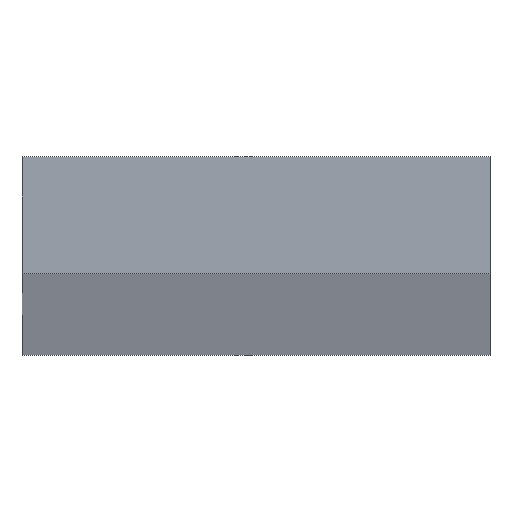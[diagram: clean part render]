
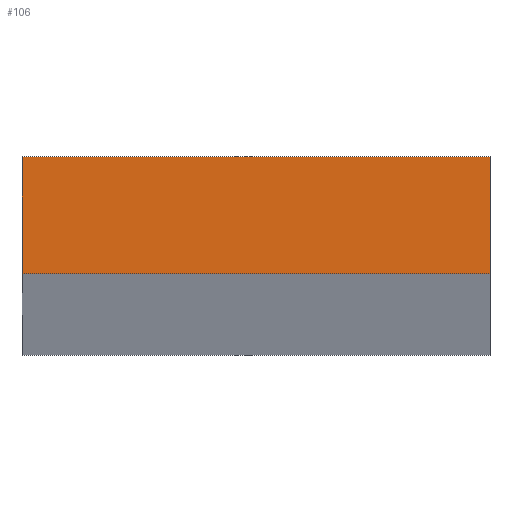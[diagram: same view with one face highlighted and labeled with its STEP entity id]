
A CAD part, top view. The second image highlights one B-rep face of the part: STEP entity #106.
In plain terms, the highlighted planar face has unit normal (0, 0, 1).
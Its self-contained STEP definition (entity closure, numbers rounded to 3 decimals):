
#8 = VECTOR ( 'NONE', #205, 1000. ) ;
#10 = VECTOR ( 'NONE', #218, 1000. ) ;
#27 = AXIS2_PLACEMENT_3D ( 'NONE', #206, #201, #198 ) ;
#28 = FACE_OUTER_BOUND ( 'NONE', #149, .T. ) ;
#42 = VECTOR ( 'NONE', #209, 1000. ) ;
#47 = VECTOR ( 'NONE', #184, 1000. ) ;
#94 = EDGE_CURVE ( 'NONE', #155, #154, #182, .T. ) ;
#102 = EDGE_CURVE ( 'NONE', #158, #156, #193, .T. ) ;
#106 = ADVANCED_FACE ( 'NONE', ( #28 ), #194, .T. ) ;
#112 = EDGE_CURVE ( 'NONE', #156, #155, #196, .T. ) ;
#121 = EDGE_CURVE ( 'NONE', #154, #158, #216, .T. ) ;
#127 = ORIENTED_EDGE ( 'NONE', *, *, #121, .T. ) ;
#128 = ORIENTED_EDGE ( 'NONE', *, *, #94, .T. ) ;
#129 = ORIENTED_EDGE ( 'NONE', *, *, #112, .T. ) ;
#131 = ORIENTED_EDGE ( 'NONE', *, *, #102, .T. ) ;
#149 = EDGE_LOOP ( 'NONE', ( #129, #128, #127, #131 ) ) ;
#154 = VERTEX_POINT ( 'NONE', #223 ) ;
#155 = VERTEX_POINT ( 'NONE', #224 ) ;
#156 = VERTEX_POINT ( 'NONE', #225 ) ;
#158 = VERTEX_POINT ( 'NONE', #227 ) ;
#182 = LINE ( 'NONE', #183, #47 ) ;
#183 = CARTESIAN_POINT ( 'NONE',  ( -10., -2.5, 1000. ) ) ;
#184 = DIRECTION ( 'NONE',  ( 1., 0., 0. ) ) ;
#191 = CARTESIAN_POINT ( 'NONE',  ( -10., 2.5, 1000. ) ) ;
#193 = LINE ( 'NONE', #203, #8 ) ;
#194 = PLANE ( 'NONE',  #27 ) ;
#196 = LINE ( 'NONE', #191, #42 ) ;
#198 = DIRECTION ( 'NONE',  ( 1., 0., 0. ) ) ;
#201 = DIRECTION ( 'NONE',  ( 0., 0., 1. ) ) ;
#203 = CARTESIAN_POINT ( 'NONE',  ( -10., 2.5, 1000. ) ) ;
#205 = DIRECTION ( 'NONE',  ( -1., 0., 0. ) ) ;
#206 = CARTESIAN_POINT ( 'NONE',  ( 0., 0., 1000. ) ) ;
#209 = DIRECTION ( 'NONE',  ( 0., -1., 0. ) ) ;
#216 = LINE ( 'NONE', #217, #10 ) ;
#217 = CARTESIAN_POINT ( 'NONE',  ( 10., 2.5, 1000. ) ) ;
#218 = DIRECTION ( 'NONE',  ( 0., 1., 0. ) ) ;
#223 = CARTESIAN_POINT ( 'NONE',  ( 10., -2.5, 1000. ) ) ;
#224 = CARTESIAN_POINT ( 'NONE',  ( -10., -2.5, 1000. ) ) ;
#225 = CARTESIAN_POINT ( 'NONE',  ( -10., 2.5, 1000. ) ) ;
#227 = CARTESIAN_POINT ( 'NONE',  ( 10., 2.5, 1000. ) ) ;
